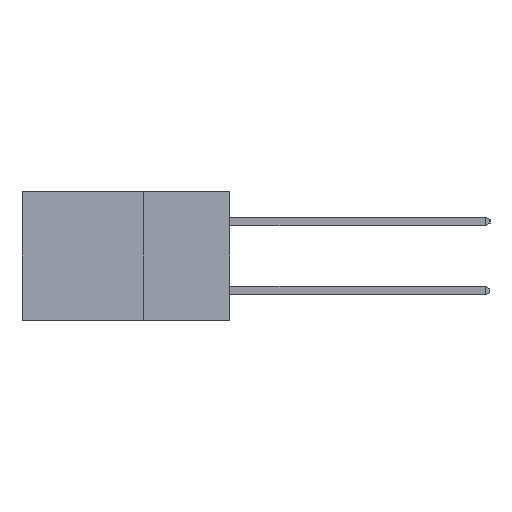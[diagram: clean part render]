
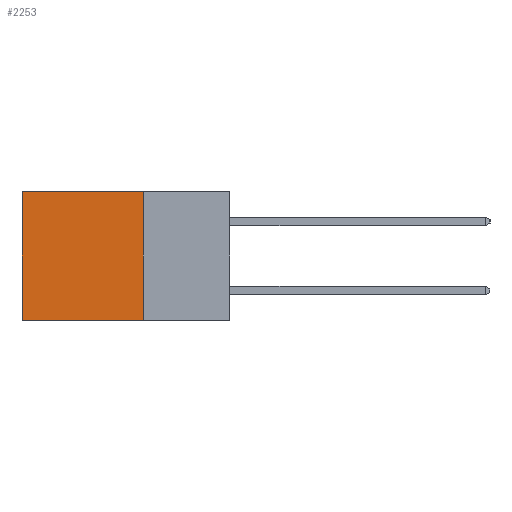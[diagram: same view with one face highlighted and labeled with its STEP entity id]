
A CAD part, left-side view. The second image highlights one B-rep face of the part: STEP entity #2253.
In plain terms, the highlighted planar face has unit normal (-1, 0, 0).
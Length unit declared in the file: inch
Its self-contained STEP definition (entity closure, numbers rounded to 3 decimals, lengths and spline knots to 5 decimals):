
#245 = CARTESIAN_POINT ( 'NONE',  ( 0.298, 0.25, 0. ) ) ;
#972 = VECTOR ( 'NONE', #6679, 39.37008 ) ;
#1779 = VECTOR ( 'NONE', #12215, 39.37008 ) ;
#1838 = CARTESIAN_POINT ( 'NONE',  ( 0.298, 0.6, 0. ) ) ;
#2189 = PLANE ( 'NONE',  #5924 ) ;
#2191 = DIRECTION ( 'NONE',  ( 1., 0., 0. ) ) ;
#2253 = ADVANCED_FACE ( 'NONE', ( #8233 ), #2189, .F. ) ;
#2359 = LINE ( 'NONE', #2976, #12665 ) ;
#2398 = EDGE_CURVE ( 'NONE', #5024, #6951, #2359, .T. ) ;
#2429 = VECTOR ( 'NONE', #15286, 39.37008 ) ;
#2625 = LINE ( 'NONE', #6391, #1779 ) ;
#2976 = CARTESIAN_POINT ( 'NONE',  ( 0.298, 0.25, 0. ) ) ;
#3012 = CARTESIAN_POINT ( 'NONE',  ( 0.298, 0.25, -0.37 ) ) ;
#3741 = ORIENTED_EDGE ( 'NONE', *, *, #2398, .T. ) ;
#4014 = DIRECTION ( 'NONE',  ( 0., 1., 0. ) ) ;
#4131 = VERTEX_POINT ( 'NONE', #8893 ) ;
#5014 = EDGE_CURVE ( 'NONE', #4131, #14019, #14888, .T. ) ;
#5024 = VERTEX_POINT ( 'NONE', #245 ) ;
#5924 = AXIS2_PLACEMENT_3D ( 'NONE', #14055, #2191, #13007 ) ;
#6102 = CARTESIAN_POINT ( 'NONE',  ( 0.298, 0.6, 0. ) ) ;
#6391 = CARTESIAN_POINT ( 'NONE',  ( 0.298, 0.25, 0. ) ) ;
#6518 = ORIENTED_EDGE ( 'NONE', *, *, #5014, .F. ) ;
#6679 = DIRECTION ( 'NONE',  ( 0., 1., 0. ) ) ;
#6808 = EDGE_LOOP ( 'NONE', ( #15374, #6518, #9617, #3741 ) ) ;
#6951 = VERTEX_POINT ( 'NONE', #1838 ) ;
#7701 = CARTESIAN_POINT ( 'NONE',  ( 0.298, 0.6, -0.37 ) ) ;
#8233 = FACE_OUTER_BOUND ( 'NONE', #6808, .T. ) ;
#8893 = CARTESIAN_POINT ( 'NONE',  ( 0.298, 0.25, -0.37 ) ) ;
#9617 = ORIENTED_EDGE ( 'NONE', *, *, #15500, .F. ) ;
#11637 = LINE ( 'NONE', #6102, #2429 ) ;
#12215 = DIRECTION ( 'NONE',  ( 0., 0., -1. ) ) ;
#12665 = VECTOR ( 'NONE', #4014, 39.37008 ) ;
#13007 = DIRECTION ( 'NONE',  ( 0., 0., -1. ) ) ;
#14019 = VERTEX_POINT ( 'NONE', #7701 ) ;
#14055 = CARTESIAN_POINT ( 'NONE',  ( 0.298, 0.25, 0. ) ) ;
#14888 = LINE ( 'NONE', #3012, #972 ) ;
#15272 = EDGE_CURVE ( 'NONE', #6951, #14019, #11637, .T. ) ;
#15286 = DIRECTION ( 'NONE',  ( 0., 0., -1. ) ) ;
#15374 = ORIENTED_EDGE ( 'NONE', *, *, #15272, .T. ) ;
#15500 = EDGE_CURVE ( 'NONE', #5024, #4131, #2625, .T. ) ;
